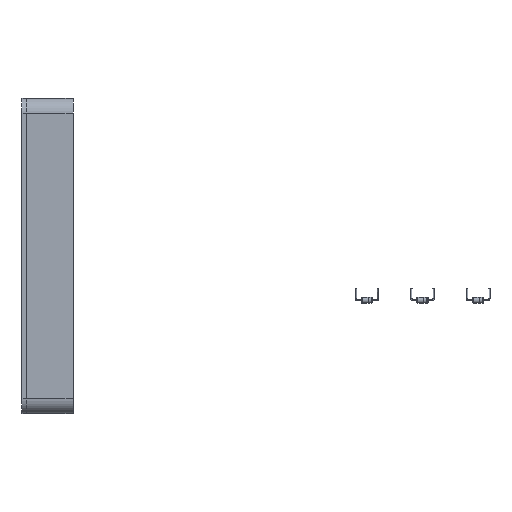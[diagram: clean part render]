
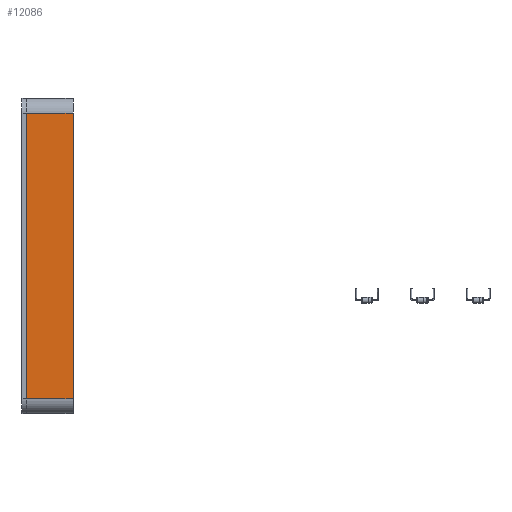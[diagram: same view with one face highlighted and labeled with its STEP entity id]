
A CAD part, left-side view. The second image highlights one B-rep face of the part: STEP entity #12086.
In plain terms, the highlighted planar face has unit normal (-1, 0, 0).
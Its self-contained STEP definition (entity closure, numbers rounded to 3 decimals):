
#2114=FACE_OUTER_BOUND('',#2923,.T.);
#2923=EDGE_LOOP('',(#10701,#10702,#10703,#10704));
#3758=LINE('',#22799,#4679);
#3773=LINE('',#22847,#4694);
#3778=LINE('',#22867,#4699);
#3779=LINE('',#22869,#4700);
#4679=VECTOR('',#14454,10.);
#4694=VECTOR('',#14497,10.);
#4699=VECTOR('',#14520,10.);
#4700=VECTOR('',#14523,10.);
#5866=VERTEX_POINT('',#22796);
#5867=VERTEX_POINT('',#22798);
#5885=VERTEX_POINT('',#22844);
#5886=VERTEX_POINT('',#22846);
#7509=EDGE_CURVE('',#5866,#5867,#3758,.T.);
#7531=EDGE_CURVE('',#5885,#5886,#3773,.T.);
#7542=EDGE_CURVE('',#5867,#5885,#3778,.T.);
#7543=EDGE_CURVE('',#5886,#5866,#3779,.T.);
#10701=ORIENTED_EDGE('',*,*,#7542,.F.);
#10702=ORIENTED_EDGE('',*,*,#7509,.F.);
#10703=ORIENTED_EDGE('',*,*,#7543,.F.);
#10704=ORIENTED_EDGE('',*,*,#7531,.F.);
#11509=PLANE('',#12706);
#12086=ADVANCED_FACE('',(#2114),#11509,.T.);
#12706=AXIS2_PLACEMENT_3D('',#22868,#14521,#14522);
#14454=DIRECTION('',(0.,0.,-1.));
#14497=DIRECTION('',(0.,0.,1.));
#14520=DIRECTION('',(0.,1.,0.));
#14521=DIRECTION('center_axis',(-1.,0.,0.));
#14522=DIRECTION('ref_axis',(0.,0.,1.));
#14523=DIRECTION('',(0.,-1.,0.));
#22796=CARTESIAN_POINT('',(-31.465,0.,62.257));
#22798=CARTESIAN_POINT('',(-31.465,0.,-35.687));
#22799=CARTESIAN_POINT('',(-31.465,0.,67.257));
#22844=CARTESIAN_POINT('',(-31.465,16.,-35.687));
#22846=CARTESIAN_POINT('',(-31.465,16.,62.257));
#22847=CARTESIAN_POINT('',(-31.465,16.,67.257));
#22867=CARTESIAN_POINT('',(-31.465,0.,-35.687));
#22868=CARTESIAN_POINT('Origin',(-31.465,0.,-40.687));
#22869=CARTESIAN_POINT('',(-31.465,0.,62.257));
